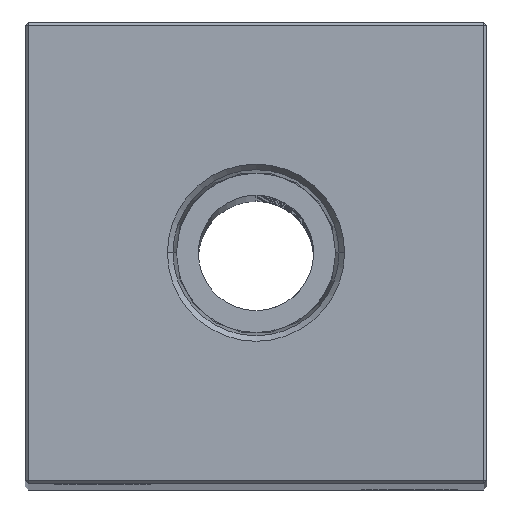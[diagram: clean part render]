
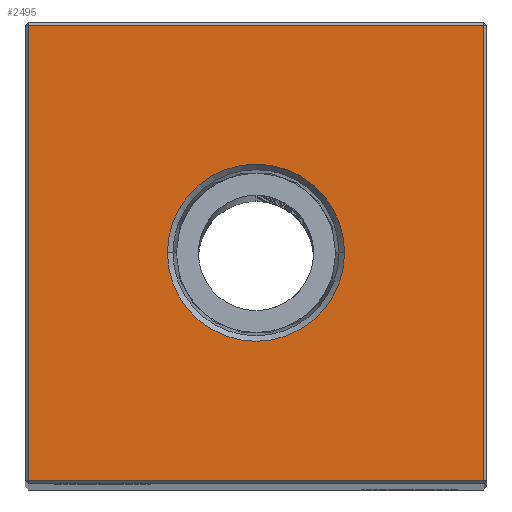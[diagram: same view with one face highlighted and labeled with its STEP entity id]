
A CAD part, top view. The second image highlights one B-rep face of the part: STEP entity #2495.
In plain terms, the highlighted planar face has unit normal (0, 0, 1).
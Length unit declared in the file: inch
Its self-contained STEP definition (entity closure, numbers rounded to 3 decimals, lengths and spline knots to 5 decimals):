
#1164 = CARTESIAN_POINT ( 'NONE',  ( -0.74, 0., 12.25 ) ) ;
#1376 = DIRECTION ( 'NONE',  ( 0., 0., 1. ) ) ;
#1502 = EDGE_CURVE ( 'NONE', #28559, #14065, #24851, .T. ) ;
#1645 = ORIENTED_EDGE ( 'NONE', *, *, #11377, .F. ) ;
#2078 = CIRCLE ( 'NONE', #20618, 0.288 ) ;
#2218 = CARTESIAN_POINT ( 'NONE',  ( 0.74, 0., 12.25 ) ) ;
#2349 = DIRECTION ( 'NONE',  ( 0., 0., 1. ) ) ;
#2495 = ADVANCED_FACE ( 'NONE', ( #27287, #4639 ), #14764, .F. ) ;
#4639 = FACE_BOUND ( 'NONE', #24673, .T. ) ;
#4999 = DIRECTION ( 'NONE',  ( -1., 0., 0. ) ) ;
#5268 = VERTEX_POINT ( 'NONE', #19044 ) ;
#5358 = EDGE_CURVE ( 'NONE', #18357, #28559, #22445, .T. ) ;
#7268 = LINE ( 'NONE', #17362, #18185 ) ;
#9901 = DIRECTION ( 'NONE',  ( 1., 0., 0. ) ) ;
#10850 = AXIS2_PLACEMENT_3D ( 'NONE', #24031, #1376, #11510 ) ;
#10862 = VERTEX_POINT ( 'NONE', #10923 ) ;
#10923 = CARTESIAN_POINT ( 'NONE',  ( -0.288, 0., 12.25 ) ) ;
#11297 = DIRECTION ( 'NONE',  ( 0., -1., 0. ) ) ;
#11377 = EDGE_CURVE ( 'NONE', #10862, #5268, #25028, .T. ) ;
#11503 = CARTESIAN_POINT ( 'NONE',  ( 0.74, -0.74, 12.25 ) ) ;
#11510 = DIRECTION ( 'NONE',  ( 1., 0., 0. ) ) ;
#12372 = DIRECTION ( 'NONE',  ( 0., 1., 0. ) ) ;
#12511 = DIRECTION ( 'NONE',  ( 1., 0., 0. ) ) ;
#12743 = AXIS2_PLACEMENT_3D ( 'NONE', #17597, #27625, #4999 ) ;
#13286 = EDGE_CURVE ( 'NONE', #17907, #18357, #23815, .T. ) ;
#13513 = ORIENTED_EDGE ( 'NONE', *, *, #31413, .F. ) ;
#14065 = VERTEX_POINT ( 'NONE', #28105 ) ;
#14764 = PLANE ( 'NONE',  #12743 ) ;
#15901 = ORIENTED_EDGE ( 'NONE', *, *, #28218, .T. ) ;
#16216 = VECTOR ( 'NONE', #12372, 39.37008 ) ;
#16819 = CARTESIAN_POINT ( 'NONE',  ( -0.74, 0.74, 12.25 ) ) ;
#17362 = CARTESIAN_POINT ( 'NONE',  ( 0., 0.74, 12.25 ) ) ;
#17597 = CARTESIAN_POINT ( 'NONE',  ( 0., 0., 12.25 ) ) ;
#17907 = VERTEX_POINT ( 'NONE', #16819 ) ;
#18185 = VECTOR ( 'NONE', #27391, 39.37008 ) ;
#18357 = VERTEX_POINT ( 'NONE', #31182 ) ;
#19044 = CARTESIAN_POINT ( 'NONE',  ( 0.288, 0., 12.25 ) ) ;
#20599 = ORIENTED_EDGE ( 'NONE', *, *, #13286, .T. ) ;
#20618 = AXIS2_PLACEMENT_3D ( 'NONE', #24988, #2349, #12511 ) ;
#21359 = ORIENTED_EDGE ( 'NONE', *, *, #5358, .T. ) ;
#22445 = LINE ( 'NONE', #32462, #28309 ) ;
#23815 = LINE ( 'NONE', #1164, #30118 ) ;
#24031 = CARTESIAN_POINT ( 'NONE',  ( 0., 0., 12.25 ) ) ;
#24673 = EDGE_LOOP ( 'NONE', ( #13513, #1645 ) ) ;
#24851 = LINE ( 'NONE', #2218, #16216 ) ;
#24988 = CARTESIAN_POINT ( 'NONE',  ( 0., 0., 12.25 ) ) ;
#25028 = CIRCLE ( 'NONE', #10850, 0.288 ) ;
#25614 = ORIENTED_EDGE ( 'NONE', *, *, #1502, .T. ) ;
#26836 = EDGE_LOOP ( 'NONE', ( #20599, #21359, #25614, #15901 ) ) ;
#27287 = FACE_OUTER_BOUND ( 'NONE', #26836, .T. ) ;
#27391 = DIRECTION ( 'NONE',  ( -1., 0., 0. ) ) ;
#27625 = DIRECTION ( 'NONE',  ( 0., 0., -1. ) ) ;
#28105 = CARTESIAN_POINT ( 'NONE',  ( 0.74, 0.74, 12.25 ) ) ;
#28218 = EDGE_CURVE ( 'NONE', #14065, #17907, #7268, .T. ) ;
#28309 = VECTOR ( 'NONE', #9901, 39.37008 ) ;
#28559 = VERTEX_POINT ( 'NONE', #11503 ) ;
#30118 = VECTOR ( 'NONE', #11297, 39.37008 ) ;
#31182 = CARTESIAN_POINT ( 'NONE',  ( -0.74, -0.74, 12.25 ) ) ;
#31413 = EDGE_CURVE ( 'NONE', #5268, #10862, #2078, .T. ) ;
#32462 = CARTESIAN_POINT ( 'NONE',  ( 0., -0.74, 12.25 ) ) ;
